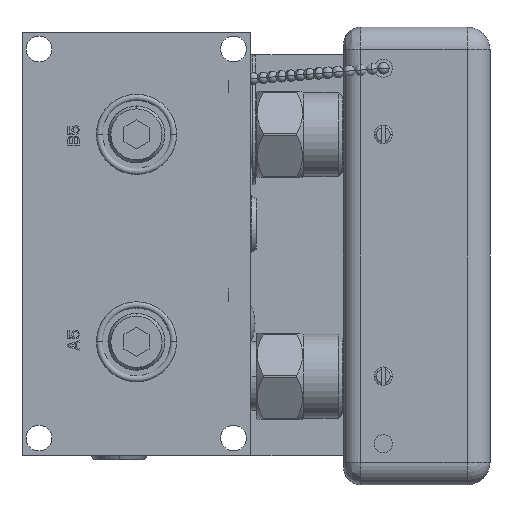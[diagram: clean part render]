
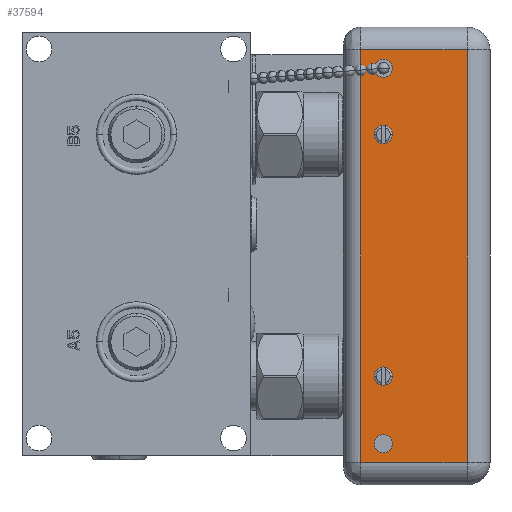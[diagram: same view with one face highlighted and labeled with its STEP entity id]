
A CAD part, front view. The second image highlights one B-rep face of the part: STEP entity #37594.
In plain terms, the highlighted face is planar.
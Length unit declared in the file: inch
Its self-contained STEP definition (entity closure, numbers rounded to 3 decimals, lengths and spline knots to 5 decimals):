
#36796=DIRECTION('',(0.,0.,-1.));
#36797=VECTOR('',#36796,4.5);
#36798=CARTESIAN_POINT('',(0.775,1.413,2.25));
#36799=LINE('',#36798,#36797);
#36800=DIRECTION('',(0.,0.,1.));
#36801=VECTOR('',#36800,4.5);
#36802=CARTESIAN_POINT('',(0.775,0.25,-2.25));
#36803=LINE('',#36802,#36801);
#36804=DIRECTION('',(0.,1.,0.));
#36805=VECTOR('',#36804,1.163);
#36806=CARTESIAN_POINT('',(0.775,0.25,2.25));
#36807=LINE('',#36806,#36805);
#36808=CARTESIAN_POINT('',(0.775,1.165,-1.328));
#36809=DIRECTION('',(1.,0.,0.));
#36810=DIRECTION('',(0.,-1.,0.));
#36811=AXIS2_PLACEMENT_3D('',#36808,#36809,#36810);
#36813=CARTESIAN_POINT('',(0.775,1.165,-1.328));
#36814=DIRECTION('',(1.,0.,0.));
#36815=DIRECTION('',(0.,1.,0.));
#36816=AXIS2_PLACEMENT_3D('',#36813,#36814,#36815);
#36818=CARTESIAN_POINT('',(0.775,1.165,1.312));
#36819=DIRECTION('',(1.,0.,0.));
#36820=DIRECTION('',(0.,-1.,0.));
#36821=AXIS2_PLACEMENT_3D('',#36818,#36819,#36820);
#36823=CARTESIAN_POINT('',(0.775,1.165,1.312));
#36824=DIRECTION('',(1.,0.,0.));
#36825=DIRECTION('',(0.,1.,0.));
#36826=AXIS2_PLACEMENT_3D('',#36823,#36824,#36825);
#36828=CARTESIAN_POINT('',(0.775,1.165,-2.05));
#36829=DIRECTION('',(-1.,0.,0.));
#36830=DIRECTION('',(0.,-1.,0.));
#36831=AXIS2_PLACEMENT_3D('',#36828,#36829,#36830);
#36833=CARTESIAN_POINT('',(0.775,1.165,-2.05));
#36834=DIRECTION('',(-1.,0.,0.));
#36835=DIRECTION('',(0.,1.,0.));
#36836=AXIS2_PLACEMENT_3D('',#36833,#36834,#36835);
#36838=CARTESIAN_POINT('',(0.775,1.165,2.05));
#36839=DIRECTION('',(-1.,0.,0.));
#36840=DIRECTION('',(0.,-1.,0.));
#36841=AXIS2_PLACEMENT_3D('',#36838,#36839,#36840);
#36843=CARTESIAN_POINT('',(0.775,1.165,2.05));
#36844=DIRECTION('',(-1.,0.,0.));
#36845=DIRECTION('',(0.,1.,0.));
#36846=AXIS2_PLACEMENT_3D('',#36843,#36844,#36845);
#37007=DIRECTION('',(0.,1.,0.));
#37008=VECTOR('',#37007,1.163);
#37009=CARTESIAN_POINT('',(0.775,0.25,-2.25));
#37010=LINE('',#37009,#37008);
#37262=CARTESIAN_POINT('',(0.775,0.25,-2.25));
#37264=VERTEX_POINT('',#37262);
#37269=CARTESIAN_POINT('',(0.775,0.25,2.25));
#37270=VERTEX_POINT('',#37269);
#37289=CARTESIAN_POINT('',(0.775,1.413,-2.25));
#37291=VERTEX_POINT('',#37289);
#37315=CARTESIAN_POINT('',(0.775,1.413,2.25));
#37316=VERTEX_POINT('',#37315);
#37317=CARTESIAN_POINT('',(0.775,1.0645,-1.328));
#37318=CARTESIAN_POINT('',(0.775,1.2655,-1.328));
#37319=VERTEX_POINT('',#37317);
#37320=VERTEX_POINT('',#37318);
#37325=CARTESIAN_POINT('',(0.775,1.065,-2.05));
#37326=CARTESIAN_POINT('',(0.775,1.265,-2.05));
#37327=VERTEX_POINT('',#37325);
#37328=VERTEX_POINT('',#37326);
#37333=CARTESIAN_POINT('',(0.775,1.0645,1.312));
#37334=CARTESIAN_POINT('',(0.775,1.2655,1.312));
#37335=VERTEX_POINT('',#37333);
#37336=VERTEX_POINT('',#37334);
#37389=CARTESIAN_POINT('',(0.775,1.065,2.05));
#37390=CARTESIAN_POINT('',(0.775,1.265,2.05));
#37391=VERTEX_POINT('',#37389);
#37392=VERTEX_POINT('',#37390);
#37558=CARTESIAN_POINT('',(0.775,0.,2.25));
#37559=DIRECTION('',(1.,0.,0.));
#37560=DIRECTION('',(0.,0.,-1.));
#37561=AXIS2_PLACEMENT_3D('',#37558,#37559,#37560);
#37562=PLANE('',#37561);
#37564=ORIENTED_EDGE('',*,*,#37563,.T.);
#37566=ORIENTED_EDGE('',*,*,#37565,.F.);
#37567=ORIENTED_EDGE('',*,*,#37421,.T.);
#37568=ORIENTED_EDGE('',*,*,#37448,.T.);
#37569=EDGE_LOOP('',(#37564,#37566,#37567,#37568));
#37570=FACE_OUTER_BOUND('',#37569,.F.);
#37572=ORIENTED_EDGE('',*,*,#37571,.T.);
#37574=ORIENTED_EDGE('',*,*,#37573,.T.);
#37575=EDGE_LOOP('',(#37572,#37574));
#37576=FACE_BOUND('',#37575,.F.);
#37577=ORIENTED_EDGE('',*,*,#37548,.T.);
#37579=ORIENTED_EDGE('',*,*,#37578,.T.);
#37580=EDGE_LOOP('',(#37577,#37579));
#37581=FACE_BOUND('',#37580,.F.);
#37583=ORIENTED_EDGE('',*,*,#37582,.F.);
#37585=ORIENTED_EDGE('',*,*,#37584,.F.);
#37586=EDGE_LOOP('',(#37583,#37585));
#37587=FACE_BOUND('',#37586,.F.);
#37589=ORIENTED_EDGE('',*,*,#37588,.F.);
#37591=ORIENTED_EDGE('',*,*,#37590,.F.);
#37592=EDGE_LOOP('',(#37589,#37591));
#37593=FACE_BOUND('',#37592,.F.);
#36812=CIRCLE('',#36811,0.1005);
#36817=CIRCLE('',#36816,0.1005);
#36822=CIRCLE('',#36821,0.1005);
#36827=CIRCLE('',#36826,0.1005);
#36832=CIRCLE('',#36831,0.1);
#36837=CIRCLE('',#36836,0.1);
#36842=CIRCLE('',#36841,0.1);
#36847=CIRCLE('',#36846,0.1);
#37421=EDGE_CURVE('',#37264,#37270,#36803,.T.);
#37448=EDGE_CURVE('',#37270,#37316,#36807,.T.);
#37548=EDGE_CURVE('',#37335,#37336,#36822,.T.);
#37563=EDGE_CURVE('',#37316,#37291,#36799,.T.);
#37565=EDGE_CURVE('',#37264,#37291,#37010,.T.);
#37571=EDGE_CURVE('',#37319,#37320,#36812,.T.);
#37573=EDGE_CURVE('',#37320,#37319,#36817,.T.);
#37578=EDGE_CURVE('',#37336,#37335,#36827,.T.);
#37582=EDGE_CURVE('',#37327,#37328,#36832,.T.);
#37584=EDGE_CURVE('',#37328,#37327,#36837,.T.);
#37588=EDGE_CURVE('',#37391,#37392,#36842,.T.);
#37590=EDGE_CURVE('',#37392,#37391,#36847,.T.);
#37594=ADVANCED_FACE('',(#37570,#37576,#37581,#37587,#37593),#37562,.T.);
